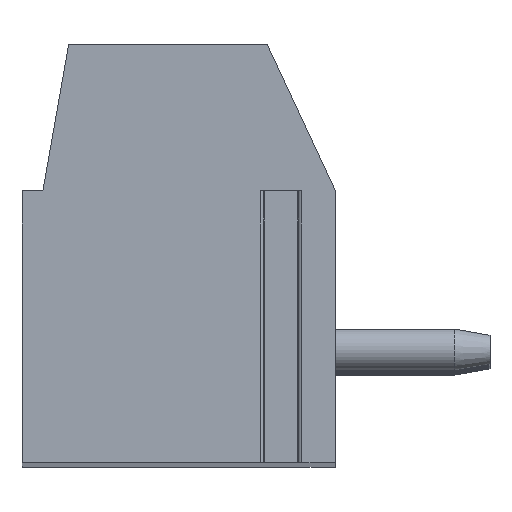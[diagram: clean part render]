
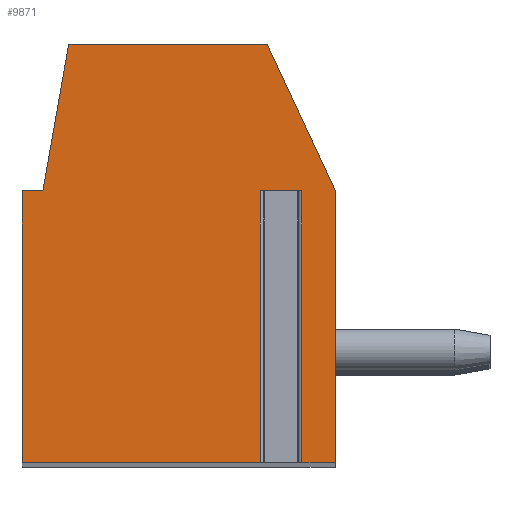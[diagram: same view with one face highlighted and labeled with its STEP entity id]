
A CAD part, top view. The second image highlights one B-rep face of the part: STEP entity #9871.
In plain terms, the highlighted planar face has unit normal (0, 0, 1).
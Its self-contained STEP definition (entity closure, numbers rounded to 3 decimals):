
#161=DIRECTION('',(-1.,0.,0.));
#162=VECTOR('',#161,0.996);
#163=CARTESIAN_POINT('',(2.948,1.5,62.5));
#164=LINE('',#163,#162);
#165=DIRECTION('',(0.,-1.,0.));
#166=VECTOR('',#165,6.5);
#167=CARTESIAN_POINT('',(1.952,1.5,62.5));
#168=LINE('',#167,#166);
#169=DIRECTION('',(1.,0.,0.));
#170=VECTOR('',#169,5.702);
#171=CARTESIAN_POINT('',(-3.75,-5.,62.5));
#172=LINE('',#171,#170);
#173=DIRECTION('',(0.,-1.,0.));
#174=VECTOR('',#173,6.5);
#175=CARTESIAN_POINT('',(-3.75,1.5,62.5));
#176=LINE('',#175,#174);
#177=DIRECTION('',(-1.,0.,0.));
#178=VECTOR('',#177,0.5);
#179=CARTESIAN_POINT('',(-3.25,1.5,62.5));
#180=LINE('',#179,#178);
#181=DIRECTION('',(-0.174,-0.985,0.));
#182=VECTOR('',#181,3.554);
#183=CARTESIAN_POINT('',(-2.633,5.,62.5));
#184=LINE('',#183,#182);
#185=DIRECTION('',(-1.,0.,0.));
#186=VECTOR('',#185,4.751);
#187=CARTESIAN_POINT('',(2.118,5.,62.5));
#188=LINE('',#187,#186);
#189=DIRECTION('',(-0.423,0.906,0.));
#190=VECTOR('',#189,3.862);
#191=CARTESIAN_POINT('',(3.75,1.5,62.5));
#192=LINE('',#191,#190);
#193=DIRECTION('',(0.,1.,0.));
#194=VECTOR('',#193,6.5);
#195=CARTESIAN_POINT('',(3.75,-5.,62.5));
#196=LINE('',#195,#194);
#197=DIRECTION('',(1.,0.,0.));
#198=VECTOR('',#197,0.802);
#199=CARTESIAN_POINT('',(2.948,-5.,62.5));
#200=LINE('',#199,#198);
#201=DIRECTION('',(0.,-1.,0.));
#202=VECTOR('',#201,6.5);
#203=CARTESIAN_POINT('',(2.948,1.5,62.5));
#204=LINE('',#203,#202);
#7651=CARTESIAN_POINT('',(3.75,-5.,62.5));
#7652=CARTESIAN_POINT('',(3.75,1.5,62.5));
#7653=VERTEX_POINT('',#7651);
#7654=VERTEX_POINT('',#7652);
#7655=CARTESIAN_POINT('',(2.118,5.,62.5));
#7656=VERTEX_POINT('',#7655);
#7657=CARTESIAN_POINT('',(-2.633,5.,62.5));
#7658=VERTEX_POINT('',#7657);
#7659=CARTESIAN_POINT('',(-3.25,1.5,62.5));
#7660=VERTEX_POINT('',#7659);
#7661=CARTESIAN_POINT('',(-3.75,1.5,62.5));
#7662=VERTEX_POINT('',#7661);
#7663=CARTESIAN_POINT('',(-3.75,-5.,62.5));
#7664=VERTEX_POINT('',#7663);
#7709=CARTESIAN_POINT('',(2.948,1.5,62.5));
#7710=CARTESIAN_POINT('',(1.952,1.5,62.5));
#7711=VERTEX_POINT('',#7709);
#7712=VERTEX_POINT('',#7710);
#7713=CARTESIAN_POINT('',(2.948,-5.,62.5));
#7714=VERTEX_POINT('',#7713);
#7715=CARTESIAN_POINT('',(1.952,-5.,62.5));
#7716=VERTEX_POINT('',#7715);
#9845=CARTESIAN_POINT('',(0.,0.,62.5));
#9846=DIRECTION('',(0.,0.,1.));
#9847=DIRECTION('',(1.,0.,0.));
#9848=AXIS2_PLACEMENT_3D('',#9845,#9846,#9847);
#9849=PLANE('',#9848);
#9851=ORIENTED_EDGE('',*,*,#9850,.T.);
#9853=ORIENTED_EDGE('',*,*,#9852,.T.);
#9854=ORIENTED_EDGE('',*,*,#9813,.F.);
#9856=ORIENTED_EDGE('',*,*,#9855,.F.);
#9858=ORIENTED_EDGE('',*,*,#9857,.F.);
#9860=ORIENTED_EDGE('',*,*,#9859,.F.);
#9862=ORIENTED_EDGE('',*,*,#9861,.F.);
#9864=ORIENTED_EDGE('',*,*,#9863,.F.);
#9866=ORIENTED_EDGE('',*,*,#9865,.F.);
#9867=ORIENTED_EDGE('',*,*,#9792,.F.);
#9868=ORIENTED_EDGE('',*,*,#9835,.F.);
#9869=EDGE_LOOP('',(#9851,#9853,#9854,#9856,#9858,#9860,#9862,#9864,#9866,#9867,
#9868));
#9870=FACE_OUTER_BOUND('',#9869,.F.);
#9792=EDGE_CURVE('',#7714,#7653,#200,.T.);
#9813=EDGE_CURVE('',#7664,#7716,#172,.T.);
#9835=EDGE_CURVE('',#7711,#7714,#204,.T.);
#9850=EDGE_CURVE('',#7711,#7712,#164,.T.);
#9852=EDGE_CURVE('',#7712,#7716,#168,.T.);
#9855=EDGE_CURVE('',#7662,#7664,#176,.T.);
#9857=EDGE_CURVE('',#7660,#7662,#180,.T.);
#9859=EDGE_CURVE('',#7658,#7660,#184,.T.);
#9861=EDGE_CURVE('',#7656,#7658,#188,.T.);
#9863=EDGE_CURVE('',#7654,#7656,#192,.T.);
#9865=EDGE_CURVE('',#7653,#7654,#196,.T.);
#9871=ADVANCED_FACE('',(#9870),#9849,.T.);
